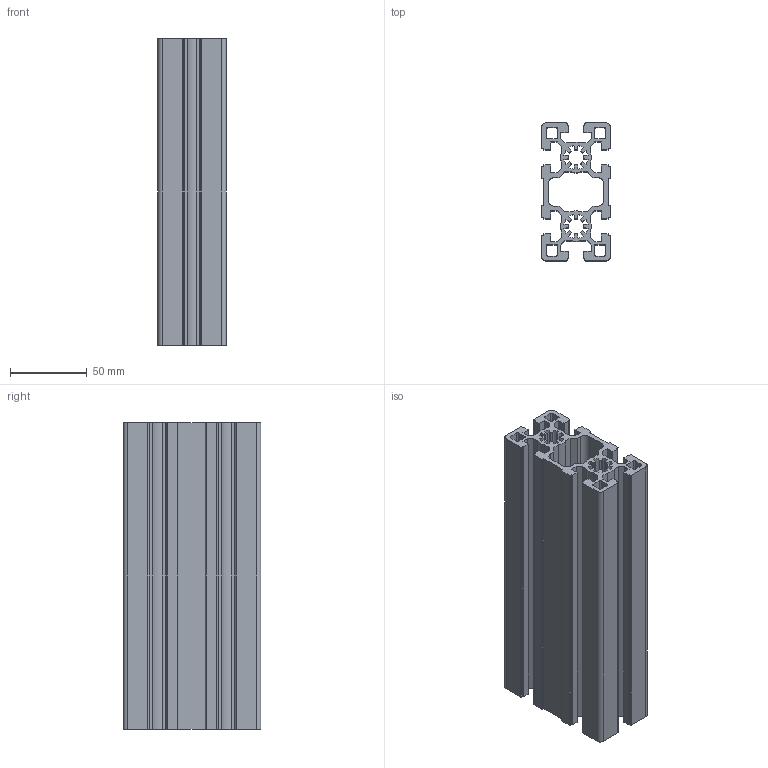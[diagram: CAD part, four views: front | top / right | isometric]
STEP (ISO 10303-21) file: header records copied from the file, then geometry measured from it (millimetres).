
FILE_DESCRIPTION (( 'STEP AP214' ), '1' );
FILE_NAME ('AL-PS-4590-A.STEP', '2019-10-08T10:00:47', ( '' ), ( '' ), 'SwSTEP 2.0', 'SolidWorks 2018', '' );
FILE_SCHEMA (( 'AUTOMOTIVE_DESIGN' ));
Length unit declared in the file: millimetre
Products named in the file (1): AL-PS-4590-A
Bounding box: 45 x 90 x 200 mm (x, y, z)
Volume: 304457.7 mm3; surface area: 188485 mm2
Topology: 1 solids, 1 shells, 251 faces, 747 edges, 498 vertices
Faces by surface type: plane 166, cylinder 85
Entity records: 8473 total; most frequent: CARTESIAN_POINT 1497, ORIENTED_EDGE 1494, DIRECTION 1421, EDGE_CURVE 747, LINE 577, VECTOR 577, VERTEX_POINT 498, AXIS2_PLACEMENT_3D 422
